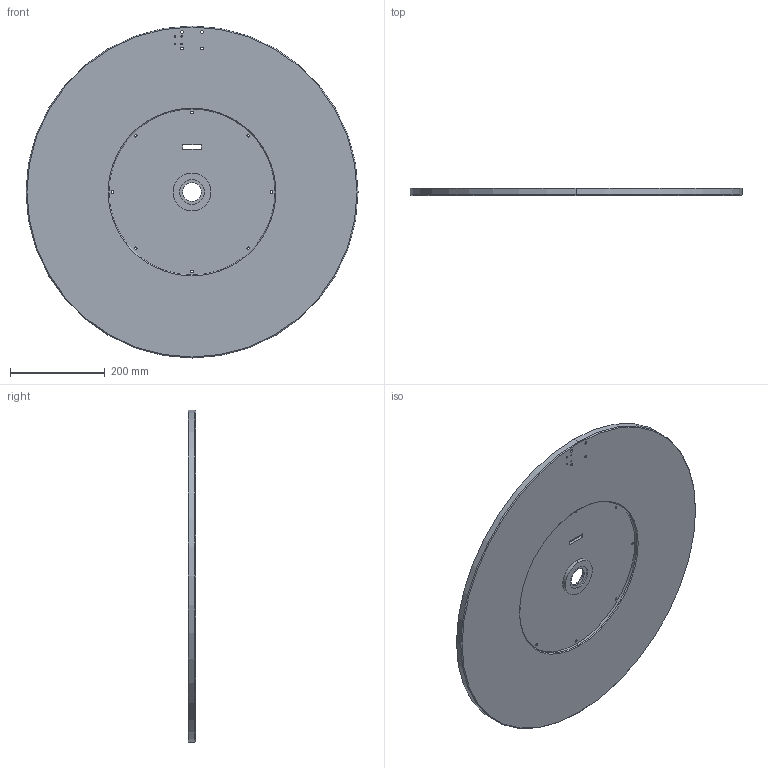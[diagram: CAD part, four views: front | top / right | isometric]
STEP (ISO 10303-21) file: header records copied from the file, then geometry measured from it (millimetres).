
FILE_DESCRIPTION (( 'STEP AP214' ), '1' );
FILE_NAME ('Rotating_Plate.STEP', '2025-01-25T20:37:09', ( '' ), ( '' ), 'SwSTEP 2.0', 'SolidWorks 2022', '' );
FILE_SCHEMA (( 'AUTOMOTIVE_DESIGN' ));
Length unit declared in the file: millimetre
Products named in the file (1): Rotating_Plate
Bounding box: 700 x 15 x 700 mm (x, y, z)
Volume: 4997564 mm3; surface area: 812134.9 mm2
Topology: 1 solids, 1 shells, 99 faces, 236 edges, 156 vertices
Faces by surface type: cylinder 68, plane 27, cone 4
Entity records: 3044 total; most frequent: DIRECTION 576, CARTESIAN_POINT 492, ORIENTED_EDGE 472, AXIS2_PLACEMENT_3D 240, EDGE_CURVE 236, VERTEX_POINT 156, EDGE_LOOP 152, CIRCLE 140
